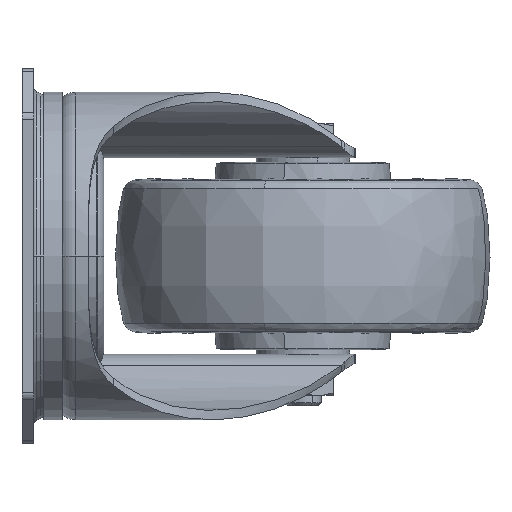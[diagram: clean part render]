
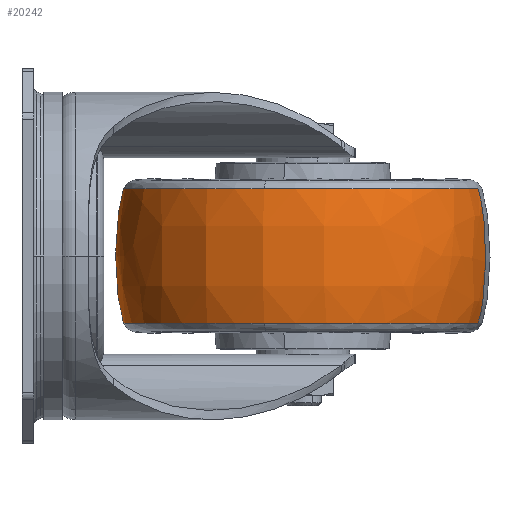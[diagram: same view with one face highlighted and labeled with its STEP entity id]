
A CAD part, left-side view. The second image highlights one B-rep face of the part: STEP entity #20242.
In plain terms, the highlighted free-form (B-spline) face has degree [3, 3] with [4, 4] control points.
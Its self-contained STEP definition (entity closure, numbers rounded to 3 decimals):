
#200 = VERTEX_POINT ( 'NONE', #3981 ) ;
#2080 = AXIS2_PLACEMENT_3D ( 'NONE', #34241, #22632, #12968 ) ;
#3981 = CARTESIAN_POINT ( 'NONE',  ( 46.216, -22.574, 14.374 ) ) ;
#4730 = DIRECTION ( 'NONE',  ( 0., 0., -1. ) ) ;
#5112 = EDGE_CURVE ( 'NONE', #21038, #20383, #31840, .T. ) ;
#5237 = CARTESIAN_POINT ( 'NONE',  ( -50.658, -82.407, 7.653 ) ) ;
#5665 = CIRCLE ( 'NONE', #27635, 38.318 ) ;
#5811 = CARTESIAN_POINT ( 'NONE',  ( -28.637, -6.142, 14.374 ) ) ;
#6996 = FACE_OUTER_BOUND ( 'NONE', #15913, .T. ) ;
#7947 = CARTESIAN_POINT ( 'NONE',  ( -45.069, -80.994, 14.374 ) ) ;
#7960 = AXIS2_PLACEMENT_3D ( 'NONE', #19461, #4730, #37943 ) ;
#8148 = CARTESIAN_POINT ( 'NONE',  ( 46.216, -22.574, 14.374 ) ) ;
#9130 = EDGE_CURVE ( 'NONE', #21277, #35752, #5665, .T. ) ;
#9759 = CARTESIAN_POINT ( 'NONE',  ( 46.769, -20.055, 7.653 ) ) ;
#10813 = CARTESIAN_POINT ( 'NONE',  ( 29.784, -97.426, 14.374 ) ) ;
#10900 = CARTESIAN_POINT ( 'NONE',  ( 46.216, -22.574, -14.374 ) ) ;
#11532 = ORIENTED_EDGE ( 'NONE', *, *, #12103, .F. ) ;
#11968 = CARTESIAN_POINT ( 'NONE',  ( 29.231, -99.945, -7.653 ) ) ;
#12103 = EDGE_CURVE ( 'NONE', #35752, #21038, #29946, .T. ) ;
#12427 = CARTESIAN_POINT ( 'NONE',  ( 29.784, -97.426, 14.374 ) ) ;
#12968 = DIRECTION ( 'NONE',  ( 0.977, -0.214, 0. ) ) ;
#14019 = CARTESIAN_POINT ( 'NONE',  ( 46.769, -20.055, -7.653 ) ) ;
#15913 = EDGE_LOOP ( 'NONE', ( #29786, #28664, #31177, #11532, #16802, #22084 ) ) ;
#16391 = EDGE_CURVE ( 'NONE', #200, #21277, #24568, .T. ) ;
#16802 = ORIENTED_EDGE ( 'NONE', *, *, #9130, .F. ) ;
#17899 = EDGE_CURVE ( 'NONE', #20383, #35975, #23434, .T. ) ;
#19461 = CARTESIAN_POINT ( 'NONE',  ( 38., -60., -14.374 ) ) ;
#19595 = CARTESIAN_POINT ( 'NONE',  ( 38., -60., 14.374 ) ) ;
#19966 = CARTESIAN_POINT ( 'NONE',  ( 29.784, -97.426, 14.374 ) ) ;
#20242 = ADVANCED_FACE ( 'NONE', ( #6996 ), #27266, .F. ) ;
#20383 = VERTEX_POINT ( 'NONE', #27820 ) ;
#21038 = VERTEX_POINT ( 'NONE', #25635 ) ;
#21277 = VERTEX_POINT ( 'NONE', #37752 ) ;
#21634 = CARTESIAN_POINT ( 'NONE',  ( 38., -60., 14.374 ) ) ;
#21793 = CARTESIAN_POINT ( 'NONE',  ( 46.216, -22.574, 14.374 ) ) ;
#22084 = ORIENTED_EDGE ( 'NONE', *, *, #16391, .F. ) ;
#22632 = DIRECTION ( 'NONE',  ( 0., 0., -1. ) ) ;
#22822 = CARTESIAN_POINT ( 'NONE',  ( 29.231, -99.945, 7.653 ) ) ;
#23356 = CARTESIAN_POINT ( 'NONE',  ( 46.216, -22.574, -14.374 ) ) ;
#23434 = CIRCLE ( 'NONE', #2080, 38.318 ) ;
#24568 = CIRCLE ( 'NONE', #30909, 38.318 ) ;
#24722 = CARTESIAN_POINT ( 'NONE',  ( 46.769, -20.055, -7.653 ) ) ;
#25101 = DIRECTION ( 'NONE',  ( -0.977, 0.214, 0. ) ) ;
#25307 = CARTESIAN_POINT ( 'NONE',  ( 46.216, -22.574, -14.374 ) ) ;
#25635 = CARTESIAN_POINT ( 'NONE',  ( 29.784, -97.426, -14.374 ) ) ;
#27266 =( BOUNDED_SURFACE ( )  B_SPLINE_SURFACE ( 3, 3, ( 
 ( #10900, #38638, #29229, #32149 ),
 ( #14019, #38250, #32528, #35117 ),
 ( #38443, #37861, #5237, #34909 ),
 ( #8148, #5811, #7947, #19966 ) ),
 .UNSPECIFIED., .F., .F., .F. ) 
 B_SPLINE_SURFACE_WITH_KNOTS ( ( 4, 4 ),
 ( 4, 4 ),
 ( 0., 1. ),
 ( 0., 1. ),
 .UNSPECIFIED. ) 
 GEOMETRIC_REPRESENTATION_ITEM ( )  RATIONAL_B_SPLINE_SURFACE ( (
 ( 1., 0.333, 0.333, 1.),
 ( 0.626, 0.209, 0.209, 0.626),
 ( 0.626, 0.209, 0.209, 0.626),
 ( 1., 0.333, 0.333, 1.) ) ) 
 REPRESENTATION_ITEM ( '' )  SURFACE ( )  );
#27635 = AXIS2_PLACEMENT_3D ( 'NONE', #19595, #31222, #25101 ) ;
#27820 = CARTESIAN_POINT ( 'NONE',  ( 0.574, -51.784, -14.374 ) ) ;
#28664 = ORIENTED_EDGE ( 'NONE', *, *, #17899, .F. ) ;
#29229 = CARTESIAN_POINT ( 'NONE',  ( -45.069, -80.994, -14.374 ) ) ;
#29786 = ORIENTED_EDGE ( 'NONE', *, *, #29991, .F. ) ;
#29946 =( BOUNDED_CURVE ( )  B_SPLINE_CURVE ( 3, ( #10813, #22822, #11968, #35418 ),
 .UNSPECIFIED., .F., .F. ) 
 B_SPLINE_CURVE_WITH_KNOTS ( ( 4, 4 ),
 ( 0., 1. ),
 .UNSPECIFIED. ) 
 CURVE ( )  GEOMETRIC_REPRESENTATION_ITEM ( )  RATIONAL_B_SPLINE_CURVE ( ( 1., 0.626, 0.626, 1. ) ) 
 REPRESENTATION_ITEM ( '' )  );
#29991 = EDGE_CURVE ( 'NONE', #35975, #200, #33082, .T. ) ;
#30304 = DIRECTION ( 'NONE',  ( -0.977, 0.214, 0. ) ) ;
#30909 = AXIS2_PLACEMENT_3D ( 'NONE', #21634, #33802, #30304 ) ;
#31177 = ORIENTED_EDGE ( 'NONE', *, *, #5112, .F. ) ;
#31222 = DIRECTION ( 'NONE',  ( 0., 0., 1. ) ) ;
#31840 = CIRCLE ( 'NONE', #7960, 38.318 ) ;
#32149 = CARTESIAN_POINT ( 'NONE',  ( 29.784, -97.426, -14.374 ) ) ;
#32528 = CARTESIAN_POINT ( 'NONE',  ( -50.658, -82.407, -7.653 ) ) ;
#33082 =( BOUNDED_CURVE ( )  B_SPLINE_CURVE ( 3, ( #25307, #24722, #9759, #21793 ),
 .UNSPECIFIED., .F., .F. ) 
 B_SPLINE_CURVE_WITH_KNOTS ( ( 4, 4 ),
 ( 0., 1. ),
 .UNSPECIFIED. ) 
 CURVE ( )  GEOMETRIC_REPRESENTATION_ITEM ( )  RATIONAL_B_SPLINE_CURVE ( ( 1., 0.626, 0.626, 1. ) ) 
 REPRESENTATION_ITEM ( '' )  );
#33802 = DIRECTION ( 'NONE',  ( 0., 0., 1. ) ) ;
#34241 = CARTESIAN_POINT ( 'NONE',  ( 38., -60., -14.374 ) ) ;
#34909 = CARTESIAN_POINT ( 'NONE',  ( 29.231, -99.945, 7.653 ) ) ;
#35117 = CARTESIAN_POINT ( 'NONE',  ( 29.231, -99.945, -7.653 ) ) ;
#35418 = CARTESIAN_POINT ( 'NONE',  ( 29.784, -97.426, -14.374 ) ) ;
#35752 = VERTEX_POINT ( 'NONE', #12427 ) ;
#35975 = VERTEX_POINT ( 'NONE', #23356 ) ;
#37752 = CARTESIAN_POINT ( 'NONE',  ( 0.574, -51.784, 14.374 ) ) ;
#37861 = CARTESIAN_POINT ( 'NONE',  ( -33.12, -2.518, 7.653 ) ) ;
#37943 = DIRECTION ( 'NONE',  ( 0.977, -0.214, 0. ) ) ;
#38250 = CARTESIAN_POINT ( 'NONE',  ( -33.12, -2.518, -7.653 ) ) ;
#38443 = CARTESIAN_POINT ( 'NONE',  ( 46.769, -20.055, 7.653 ) ) ;
#38638 = CARTESIAN_POINT ( 'NONE',  ( -28.637, -6.142, -14.374 ) ) ;
